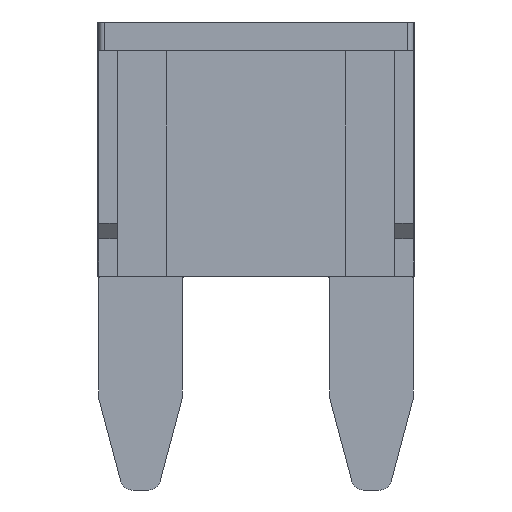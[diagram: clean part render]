
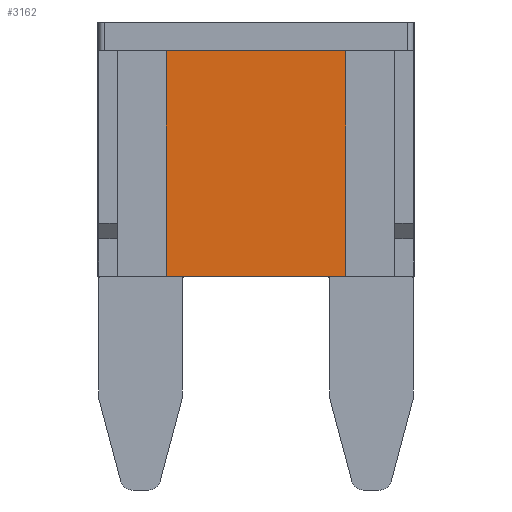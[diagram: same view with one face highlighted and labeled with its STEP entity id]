
A CAD part, front view. The second image highlights one B-rep face of the part: STEP entity #3162.
In plain terms, the highlighted planar face has unit normal (0, -1, 0).
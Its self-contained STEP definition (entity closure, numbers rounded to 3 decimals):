
#266=FACE_OUTER_BOUND('',#434,.T.);
#434=EDGE_LOOP('',(#2531,#2532,#2533,#2534));
#609=LINE('',#4812,#975);
#652=LINE('',#4896,#1018);
#718=LINE('',#5042,#1084);
#720=LINE('',#5045,#1086);
#975=VECTOR('',#3655,10.);
#1018=VECTOR('',#3728,10.);
#1084=VECTOR('',#3858,10.);
#1086=VECTOR('',#3862,10.);
#1336=VERTEX_POINT('',#4808);
#1338=VERTEX_POINT('',#4811);
#1364=VERTEX_POINT('',#4895);
#1412=VERTEX_POINT('',#5040);
#1689=EDGE_CURVE('',#1336,#1338,#609,.T.);
#1732=EDGE_CURVE('',#1364,#1338,#652,.T.);
#1806=EDGE_CURVE('',#1412,#1336,#718,.T.);
#1808=EDGE_CURVE('',#1412,#1364,#720,.T.);
#2531=ORIENTED_EDGE('',*,*,#1808,.T.);
#2532=ORIENTED_EDGE('',*,*,#1732,.T.);
#2533=ORIENTED_EDGE('',*,*,#1689,.F.);
#2534=ORIENTED_EDGE('',*,*,#1806,.F.);
#3029=PLANE('',#3342);
#3162=ADVANCED_FACE('',(#266),#3029,.T.);
#3342=AXIS2_PLACEMENT_3D('',#5054,#3875,#3876);
#3655=DIRECTION('',(0.,0.,-1.));
#3728=DIRECTION('',(1.,0.,0.));
#3858=DIRECTION('',(1.,0.,0.));
#3862=DIRECTION('',(0.,0.,-1.));
#3875=DIRECTION('center_axis',(0.,-1.,0.));
#3876=DIRECTION('ref_axis',(-1.,0.,0.));
#4808=CARTESIAN_POINT('',(3.1,-1.7,-1.));
#4811=CARTESIAN_POINT('',(3.1,-1.7,-8.8));
#4812=CARTESIAN_POINT('',(3.1,-1.7,-4.9));
#4895=CARTESIAN_POINT('',(-3.1,-1.7,-8.8));
#4896=CARTESIAN_POINT('',(5.5,-1.7,-8.8));
#5040=CARTESIAN_POINT('',(-3.1,-1.7,-1.));
#5042=CARTESIAN_POINT('',(2.75,-1.7,-1.));
#5045=CARTESIAN_POINT('',(-3.1,-1.7,-4.9));
#5054=CARTESIAN_POINT('Origin',(5.5,-1.7,-1.));
